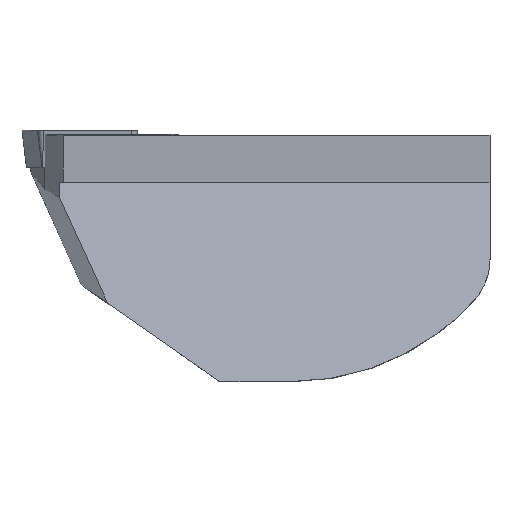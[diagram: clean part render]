
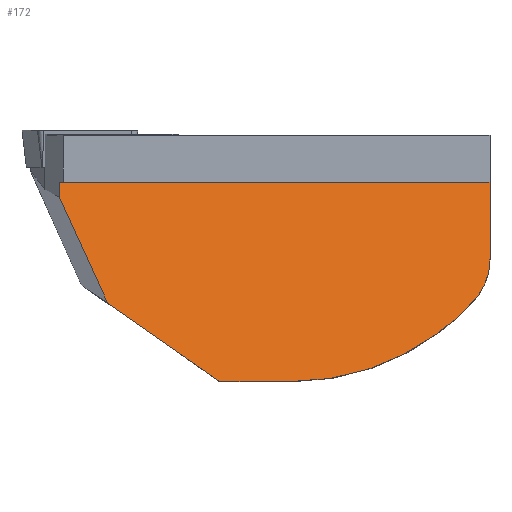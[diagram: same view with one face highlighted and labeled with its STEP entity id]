
A CAD part, top view. The second image highlights one B-rep face of the part: STEP entity #172.
In plain terms, the highlighted planar face has unit normal (0, 0.259, 0.966).
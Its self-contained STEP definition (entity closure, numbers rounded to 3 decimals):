
#172=ADVANCED_FACE('',(#240),#213,.F.);
#213=PLANE('',#860);
#240=FACE_OUTER_BOUND('',#275,.T.);
#275=EDGE_LOOP('',(#330,#331,#332,#333,#334,#335,#336,#337));
#322=ELLIPSE('',#858,32.611,31.5);
#323=ELLIPSE('',#859,8.282,8.);
#330=ORIENTED_EDGE('',*,*,#609,.F.);
#331=ORIENTED_EDGE('',*,*,#610,.F.);
#332=ORIENTED_EDGE('',*,*,#611,.T.);
#333=ORIENTED_EDGE('',*,*,#612,.T.);
#334=ORIENTED_EDGE('',*,*,#613,.T.);
#335=ORIENTED_EDGE('',*,*,#614,.T.);
#336=ORIENTED_EDGE('',*,*,#615,.F.);
#337=ORIENTED_EDGE('',*,*,#616,.F.);
#538=VERTEX_POINT('',#1133);
#539=VERTEX_POINT('',#1134);
#540=VERTEX_POINT('',#1136);
#541=VERTEX_POINT('',#1138);
#542=VERTEX_POINT('',#1140);
#543=VERTEX_POINT('',#1142);
#544=VERTEX_POINT('',#1144);
#545=VERTEX_POINT('',#1146);
#609=EDGE_CURVE('',#538,#539,#713,.T.);
#610=EDGE_CURVE('',#540,#538,#714,.T.);
#611=EDGE_CURVE('',#540,#541,#715,.T.);
#612=EDGE_CURVE('',#541,#542,#322,.T.);
#613=EDGE_CURVE('',#542,#543,#323,.T.);
#614=EDGE_CURVE('',#543,#544,#716,.T.);
#615=EDGE_CURVE('',#545,#544,#717,.T.);
#616=EDGE_CURVE('',#539,#545,#718,.T.);
#713=LINE('',#1132,#785);
#714=LINE('',#1135,#786);
#715=LINE('',#1137,#787);
#716=LINE('',#1143,#788);
#717=LINE('',#1145,#789);
#718=LINE('',#1147,#790);
#785=VECTOR('',#925,1.);
#786=VECTOR('',#926,1.);
#787=VECTOR('',#927,1.);
#788=VECTOR('',#932,1.);
#789=VECTOR('',#933,1.);
#790=VECTOR('',#934,1.);
#858=AXIS2_PLACEMENT_3D('',#1139,#928,#929);
#859=AXIS2_PLACEMENT_3D('',#1141,#930,#931);
#860=AXIS2_PLACEMENT_3D('',#1148,#935,#936);
#925=DIRECTION('',(-0.403,0.884,-0.237));
#926=DIRECTION('',(-0.81,0.567,-0.152));
#927=DIRECTION('',(1.,0.,0.));
#928=DIRECTION('',(0.,0.259,0.966));
#929=DIRECTION('',(0.,-0.966,0.259));
#930=DIRECTION('',(0.,0.259,0.966));
#931=DIRECTION('',(0.,-0.966,0.259));
#932=DIRECTION('',(0.,0.966,-0.259));
#933=DIRECTION('',(1.,0.,0.));
#934=DIRECTION('',(-0.026,0.966,-0.259));
#935=DIRECTION('',(0.,-0.259,-0.966));
#936=DIRECTION('',(0.,-0.966,0.259));
#1132=CARTESIAN_POINT('',(-32.124,-2.607,-0.909));
#1133=CARTESIAN_POINT('',(-23.525,-21.455,4.141));
#1134=CARTESIAN_POINT('',(-29.7,-7.921,0.515));
#1135=CARTESIAN_POINT('',(-68.715,10.187,-4.337));
#1136=CARTESIAN_POINT('',(-9.18,-31.5,6.833));
#1137=CARTESIAN_POINT('',(-100.,-31.5,6.833));
#1138=CARTESIAN_POINT('',(0.,-31.5,6.833));
#1139=CARTESIAN_POINT('',(0.,0.,-1.608));
#1140=CARTESIAN_POINT('',(23.323,-21.172,4.065));
#1141=CARTESIAN_POINT('',(17.4,-15.795,2.625));
#1142=CARTESIAN_POINT('',(25.4,-15.795,2.625));
#1143=CARTESIAN_POINT('',(25.4,-31.5,6.833));
#1144=CARTESIAN_POINT('',(25.4,-6.,0.));
#1145=CARTESIAN_POINT('',(-100.,-6.,0.));
#1146=CARTESIAN_POINT('',(-29.752,-6.,0.));
#1147=CARTESIAN_POINT('',(-29.112,-29.715,6.355));
#1148=CARTESIAN_POINT('',(-100.,-31.5,6.833));
